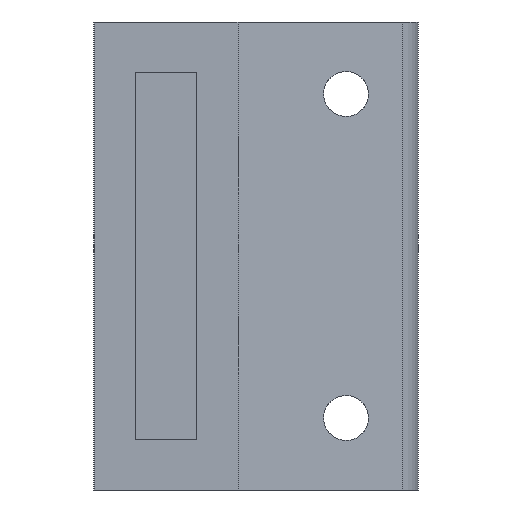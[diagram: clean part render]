
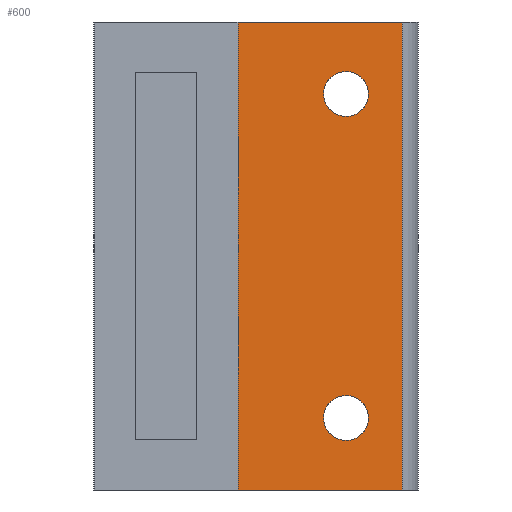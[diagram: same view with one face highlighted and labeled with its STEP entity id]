
A CAD part, front view. The second image highlights one B-rep face of the part: STEP entity #600.
In plain terms, the highlighted planar face has unit normal (0.707, -0.707, 0).
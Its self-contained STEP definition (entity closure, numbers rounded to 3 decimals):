
#43 = PLANE('',#44);
#44 = AXIS2_PLACEMENT_3D('',#45,#46,#47);
#45 = CARTESIAN_POINT('',(0.,0.,0.));
#46 = DIRECTION('',(0.,0.,-1.));
#47 = DIRECTION('',(-1.,0.,0.));
#68 = VERTEX_POINT('',#69);
#69 = CARTESIAN_POINT('',(17.121,21.121,0.));
#84 = CYLINDRICAL_SURFACE('',#85,3.);
#85 = AXIS2_PLACEMENT_3D('',#86,#87,#88);
#86 = CARTESIAN_POINT('',(15.,23.243,0.));
#87 = DIRECTION('',(0.,0.,1.));
#88 = DIRECTION('',(1.,0.,-0.));
#96 = EDGE_CURVE('',#97,#68,#99,.T.);
#97 = VERTEX_POINT('',#98);
#98 = CARTESIAN_POINT('',(8.,12.,0.));
#99 = SURFACE_CURVE('',#100,(#104,#111),.PCURVE_S1.);
#100 = LINE('',#101,#102);
#101 = CARTESIAN_POINT('',(8.,12.,0.));
#102 = VECTOR('',#103,1.);
#103 = DIRECTION('',(0.707,0.707,0.));
#104 = PCURVE('',#43,#105);
#105 = DEFINITIONAL_REPRESENTATION('',(#106),#110);
#106 = LINE('',#107,#108);
#107 = CARTESIAN_POINT('',(-8.,12.));
#108 = VECTOR('',#109,1.);
#109 = DIRECTION('',(-0.707,0.707));
#110 = ( GEOMETRIC_REPRESENTATION_CONTEXT(2) 
PARAMETRIC_REPRESENTATION_CONTEXT() REPRESENTATION_CONTEXT('2D SPACE',''
  ) );
#111 = PCURVE('',#112,#117);
#112 = PLANE('',#113);
#113 = AXIS2_PLACEMENT_3D('',#114,#115,#116);
#114 = CARTESIAN_POINT('',(8.,12.,0.));
#115 = DIRECTION('',(-0.707,0.707,0.));
#116 = DIRECTION('',(0.707,0.707,0.));
#117 = DEFINITIONAL_REPRESENTATION('',(#118),#122);
#118 = LINE('',#119,#120);
#119 = CARTESIAN_POINT('',(0.,0.));
#120 = VECTOR('',#121,1.);
#121 = DIRECTION('',(1.,0.));
#122 = ( GEOMETRIC_REPRESENTATION_CONTEXT(2) 
PARAMETRIC_REPRESENTATION_CONTEXT() REPRESENTATION_CONTEXT('2D SPACE',''
  ) );
#140 = PLANE('',#141);
#141 = AXIS2_PLACEMENT_3D('',#142,#143,#144);
#142 = CARTESIAN_POINT('',(8.,0.,0.));
#143 = DIRECTION('',(-1.,0.,0.));
#144 = DIRECTION('',(0.,1.,0.));
#399 = PLANE('',#400);
#400 = AXIS2_PLACEMENT_3D('',#401,#402,#403);
#401 = CARTESIAN_POINT('',(0.,0.,26.));
#402 = DIRECTION('',(0.,0.,-1.));
#403 = DIRECTION('',(-1.,0.,0.));
#436 = EDGE_CURVE('',#68,#437,#439,.T.);
#437 = VERTEX_POINT('',#438);
#438 = CARTESIAN_POINT('',(17.121,21.121,26.));
#439 = SURFACE_CURVE('',#440,(#444,#451),.PCURVE_S1.);
#440 = LINE('',#441,#442);
#441 = CARTESIAN_POINT('',(17.121,21.121,0.));
#442 = VECTOR('',#443,1.);
#443 = DIRECTION('',(0.,0.,1.));
#444 = PCURVE('',#84,#445);
#445 = DEFINITIONAL_REPRESENTATION('',(#446),#450);
#446 = LINE('',#447,#448);
#447 = CARTESIAN_POINT('',(-0.785,0.));
#448 = VECTOR('',#449,1.);
#449 = DIRECTION('',(-0.,1.));
#450 = ( GEOMETRIC_REPRESENTATION_CONTEXT(2) 
PARAMETRIC_REPRESENTATION_CONTEXT() REPRESENTATION_CONTEXT('2D SPACE',''
  ) );
#451 = PCURVE('',#112,#452);
#452 = DEFINITIONAL_REPRESENTATION('',(#453),#457);
#453 = LINE('',#454,#455);
#454 = CARTESIAN_POINT('',(12.899,0.));
#455 = VECTOR('',#456,1.);
#456 = DIRECTION('',(0.,-1.));
#457 = ( GEOMETRIC_REPRESENTATION_CONTEXT(2) 
PARAMETRIC_REPRESENTATION_CONTEXT() REPRESENTATION_CONTEXT('2D SPACE',''
  ) );
#554 = CYLINDRICAL_SURFACE('',#555,1.25);
#555 = AXIS2_PLACEMENT_3D('',#556,#557,#558);
#556 = CARTESIAN_POINT('',(14.,30.,22.));
#557 = DIRECTION('',(0.,1.,0.));
#558 = DIRECTION('',(-1.,0.,0.));
#589 = CYLINDRICAL_SURFACE('',#590,1.25);
#590 = AXIS2_PLACEMENT_3D('',#591,#592,#593);
#591 = CARTESIAN_POINT('',(14.,30.,4.));
#592 = DIRECTION('',(0.,1.,0.));
#593 = DIRECTION('',(-1.,0.,0.));
#600 = ADVANCED_FACE('',(#601,#649,#690),#112,.F.);
#601 = FACE_BOUND('',#602,.F.);
#602 = EDGE_LOOP('',(#603,#604,#627,#648));
#603 = ORIENTED_EDGE('',*,*,#96,.F.);
#604 = ORIENTED_EDGE('',*,*,#605,.T.);
#605 = EDGE_CURVE('',#97,#606,#608,.T.);
#606 = VERTEX_POINT('',#607);
#607 = CARTESIAN_POINT('',(8.,12.,26.));
#608 = SURFACE_CURVE('',#609,(#613,#620),.PCURVE_S1.);
#609 = LINE('',#610,#611);
#610 = CARTESIAN_POINT('',(8.,12.,0.));
#611 = VECTOR('',#612,1.);
#612 = DIRECTION('',(0.,0.,1.));
#613 = PCURVE('',#112,#614);
#614 = DEFINITIONAL_REPRESENTATION('',(#615),#619);
#615 = LINE('',#616,#617);
#616 = CARTESIAN_POINT('',(0.,0.));
#617 = VECTOR('',#618,1.);
#618 = DIRECTION('',(0.,-1.));
#619 = ( GEOMETRIC_REPRESENTATION_CONTEXT(2) 
PARAMETRIC_REPRESENTATION_CONTEXT() REPRESENTATION_CONTEXT('2D SPACE',''
  ) );
#620 = PCURVE('',#140,#621);
#621 = DEFINITIONAL_REPRESENTATION('',(#622),#626);
#622 = LINE('',#623,#624);
#623 = CARTESIAN_POINT('',(12.,0.));
#624 = VECTOR('',#625,1.);
#625 = DIRECTION('',(0.,-1.));
#626 = ( GEOMETRIC_REPRESENTATION_CONTEXT(2) 
PARAMETRIC_REPRESENTATION_CONTEXT() REPRESENTATION_CONTEXT('2D SPACE',''
  ) );
#627 = ORIENTED_EDGE('',*,*,#628,.T.);
#628 = EDGE_CURVE('',#606,#437,#629,.T.);
#629 = SURFACE_CURVE('',#630,(#634,#641),.PCURVE_S1.);
#630 = LINE('',#631,#632);
#631 = CARTESIAN_POINT('',(8.,12.,26.));
#632 = VECTOR('',#633,1.);
#633 = DIRECTION('',(0.707,0.707,0.));
#634 = PCURVE('',#112,#635);
#635 = DEFINITIONAL_REPRESENTATION('',(#636),#640);
#636 = LINE('',#637,#638);
#637 = CARTESIAN_POINT('',(0.,-26.));
#638 = VECTOR('',#639,1.);
#639 = DIRECTION('',(1.,0.));
#640 = ( GEOMETRIC_REPRESENTATION_CONTEXT(2) 
PARAMETRIC_REPRESENTATION_CONTEXT() REPRESENTATION_CONTEXT('2D SPACE',''
  ) );
#641 = PCURVE('',#399,#642);
#642 = DEFINITIONAL_REPRESENTATION('',(#643),#647);
#643 = LINE('',#644,#645);
#644 = CARTESIAN_POINT('',(-8.,12.));
#645 = VECTOR('',#646,1.);
#646 = DIRECTION('',(-0.707,0.707));
#647 = ( GEOMETRIC_REPRESENTATION_CONTEXT(2) 
PARAMETRIC_REPRESENTATION_CONTEXT() REPRESENTATION_CONTEXT('2D SPACE',''
  ) );
#648 = ORIENTED_EDGE('',*,*,#436,.F.);
#649 = FACE_BOUND('',#650,.F.);
#650 = EDGE_LOOP('',(#651));
#651 = ORIENTED_EDGE('',*,*,#652,.F.);
#652 = EDGE_CURVE('',#653,#653,#655,.T.);
#653 = VERTEX_POINT('',#654);
#654 = CARTESIAN_POINT('',(12.75,16.75,4.));
#655 = SURFACE_CURVE('',#656,(#661,#668),.PCURVE_S1.);
#656 = ELLIPSE('',#657,1.768,1.25);
#657 = AXIS2_PLACEMENT_3D('',#658,#659,#660);
#658 = CARTESIAN_POINT('',(14.,18.,4.));
#659 = DIRECTION('',(-0.707,0.707,0.));
#660 = DIRECTION('',(0.707,0.707,0.)
  );
#661 = PCURVE('',#112,#662);
#662 = DEFINITIONAL_REPRESENTATION('',(#663),#667);
#663 = ELLIPSE('',#664,1.768,1.25);
#664 = AXIS2_PLACEMENT_2D('',#665,#666);
#665 = CARTESIAN_POINT('',(8.485,-4.));
#666 = DIRECTION('',(1.,0.));
#667 = ( GEOMETRIC_REPRESENTATION_CONTEXT(2) 
PARAMETRIC_REPRESENTATION_CONTEXT() REPRESENTATION_CONTEXT('2D SPACE',''
  ) );
#668 = PCURVE('',#589,#669);
#669 = DEFINITIONAL_REPRESENTATION('',(#670),#689);
#670 = B_SPLINE_CURVE_WITH_KNOTS('',9,(#671,#672,#673,#674,#675,#676,
    #677,#678,#679,#680,#681,#682,#683,#684,#685,#686,#687,#688),
  .UNSPECIFIED.,.F.,.F.,(10,8,10),(3.142,6.283,
    9.425),.UNSPECIFIED.);
#671 = CARTESIAN_POINT('',(0.,-13.25));
#672 = CARTESIAN_POINT('',(0.349,-13.25));
#673 = CARTESIAN_POINT('',(0.698,-13.079));
#674 = CARTESIAN_POINT('',(1.047,-12.736));
#675 = CARTESIAN_POINT('',(1.396,-12.262));
#676 = CARTESIAN_POINT('',(1.745,-11.738));
#677 = CARTESIAN_POINT('',(2.094,-11.264));
#678 = CARTESIAN_POINT('',(2.443,-10.921));
#679 = CARTESIAN_POINT('',(2.793,-10.75));
#680 = CARTESIAN_POINT('',(3.491,-10.75));
#681 = CARTESIAN_POINT('',(3.84,-10.921));
#682 = CARTESIAN_POINT('',(4.189,-11.264));
#683 = CARTESIAN_POINT('',(4.538,-11.738));
#684 = CARTESIAN_POINT('',(4.887,-12.262));
#685 = CARTESIAN_POINT('',(5.236,-12.736));
#686 = CARTESIAN_POINT('',(5.585,-13.079));
#687 = CARTESIAN_POINT('',(5.934,-13.25));
#688 = CARTESIAN_POINT('',(6.283,-13.25));
#689 = ( GEOMETRIC_REPRESENTATION_CONTEXT(2) 
PARAMETRIC_REPRESENTATION_CONTEXT() REPRESENTATION_CONTEXT('2D SPACE',''
  ) );
#690 = FACE_BOUND('',#691,.F.);
#691 = EDGE_LOOP('',(#692));
#692 = ORIENTED_EDGE('',*,*,#693,.F.);
#693 = EDGE_CURVE('',#694,#694,#696,.T.);
#694 = VERTEX_POINT('',#695);
#695 = CARTESIAN_POINT('',(12.75,16.75,22.));
#696 = SURFACE_CURVE('',#697,(#702,#709),.PCURVE_S1.);
#697 = ELLIPSE('',#698,1.768,1.25);
#698 = AXIS2_PLACEMENT_3D('',#699,#700,#701);
#699 = CARTESIAN_POINT('',(14.,18.,22.));
#700 = DIRECTION('',(-0.707,0.707,0.));
#701 = DIRECTION('',(0.707,0.707,0.)
  );
#702 = PCURVE('',#112,#703);
#703 = DEFINITIONAL_REPRESENTATION('',(#704),#708);
#704 = ELLIPSE('',#705,1.768,1.25);
#705 = AXIS2_PLACEMENT_2D('',#706,#707);
#706 = CARTESIAN_POINT('',(8.485,-22.));
#707 = DIRECTION('',(1.,0.));
#708 = ( GEOMETRIC_REPRESENTATION_CONTEXT(2) 
PARAMETRIC_REPRESENTATION_CONTEXT() REPRESENTATION_CONTEXT('2D SPACE',''
  ) );
#709 = PCURVE('',#554,#710);
#710 = DEFINITIONAL_REPRESENTATION('',(#711),#730);
#711 = B_SPLINE_CURVE_WITH_KNOTS('',9,(#712,#713,#714,#715,#716,#717,
    #718,#719,#720,#721,#722,#723,#724,#725,#726,#727,#728,#729),
  .UNSPECIFIED.,.F.,.F.,(10,8,10),(3.142,6.283,
    9.425),.UNSPECIFIED.);
#712 = CARTESIAN_POINT('',(0.,-13.25));
#713 = CARTESIAN_POINT('',(0.349,-13.25));
#714 = CARTESIAN_POINT('',(0.698,-13.079));
#715 = CARTESIAN_POINT('',(1.047,-12.736));
#716 = CARTESIAN_POINT('',(1.396,-12.262));
#717 = CARTESIAN_POINT('',(1.745,-11.738));
#718 = CARTESIAN_POINT('',(2.094,-11.264));
#719 = CARTESIAN_POINT('',(2.443,-10.921));
#720 = CARTESIAN_POINT('',(2.793,-10.75));
#721 = CARTESIAN_POINT('',(3.491,-10.75));
#722 = CARTESIAN_POINT('',(3.84,-10.921));
#723 = CARTESIAN_POINT('',(4.189,-11.264));
#724 = CARTESIAN_POINT('',(4.538,-11.738));
#725 = CARTESIAN_POINT('',(4.887,-12.262));
#726 = CARTESIAN_POINT('',(5.236,-12.736));
#727 = CARTESIAN_POINT('',(5.585,-13.079));
#728 = CARTESIAN_POINT('',(5.934,-13.25));
#729 = CARTESIAN_POINT('',(6.283,-13.25));
#730 = ( GEOMETRIC_REPRESENTATION_CONTEXT(2) 
PARAMETRIC_REPRESENTATION_CONTEXT() REPRESENTATION_CONTEXT('2D SPACE',''
  ) );
